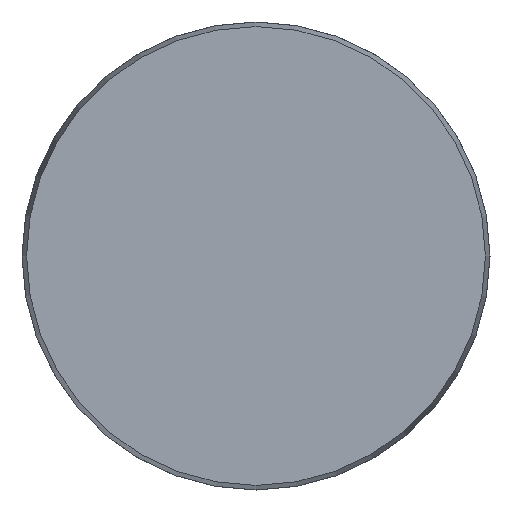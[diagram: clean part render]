
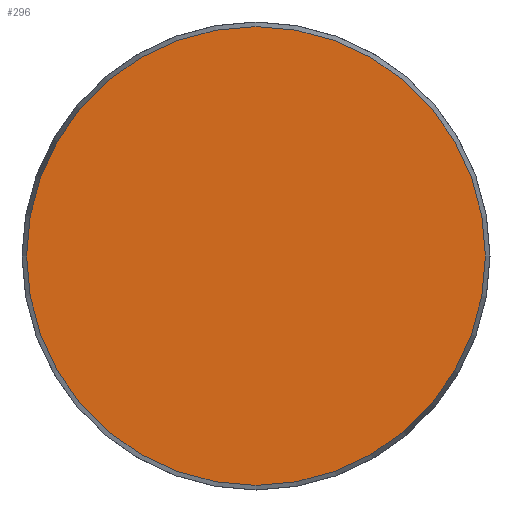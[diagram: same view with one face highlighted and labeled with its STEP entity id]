
A CAD part, front view. The second image highlights one B-rep face of the part: STEP entity #296.
In plain terms, the highlighted planar face has unit normal (0, -1, 0).
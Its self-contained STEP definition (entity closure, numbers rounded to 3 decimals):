
#2 = EDGE_CURVE ( 'NONE', #277, #277, #390, .T. ) ;
#6 = EDGE_LOOP ( 'NONE', ( #464 ) ) ;
#39 = DIRECTION ( 'NONE',  ( 0., -1., 0. ) ) ;
#186 = CARTESIAN_POINT ( 'NONE',  ( 0., 0., 0. ) ) ;
#208 = DIRECTION ( 'NONE',  ( 0., 0., -1. ) ) ;
#236 = DIRECTION ( 'NONE',  ( 0., 1., 0. ) ) ;
#277 = VERTEX_POINT ( 'NONE', #491 ) ;
#295 = DIRECTION ( 'NONE',  ( 0., 0., 1. ) ) ;
#296 = ADVANCED_FACE ( 'NONE', ( #460 ), #563, .F. ) ;
#320 = AXIS2_PLACEMENT_3D ( 'NONE', #186, #39, #208 ) ;
#321 = AXIS2_PLACEMENT_3D ( 'NONE', #568, #236, #295 ) ;
#390 = CIRCLE ( 'NONE', #320, 28.425 ) ;
#460 = FACE_OUTER_BOUND ( 'NONE', #6, .T. ) ;
#464 = ORIENTED_EDGE ( 'NONE', *, *, #2, .T. ) ;
#491 = CARTESIAN_POINT ( 'NONE',  ( 0., 0., -28.425 ) ) ;
#563 = PLANE ( 'NONE',  #321 ) ;
#568 = CARTESIAN_POINT ( 'NONE',  ( -28.425, 0., 0. ) ) ;
